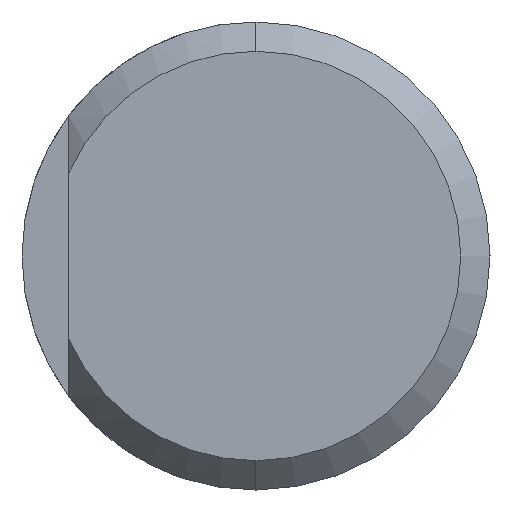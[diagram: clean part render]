
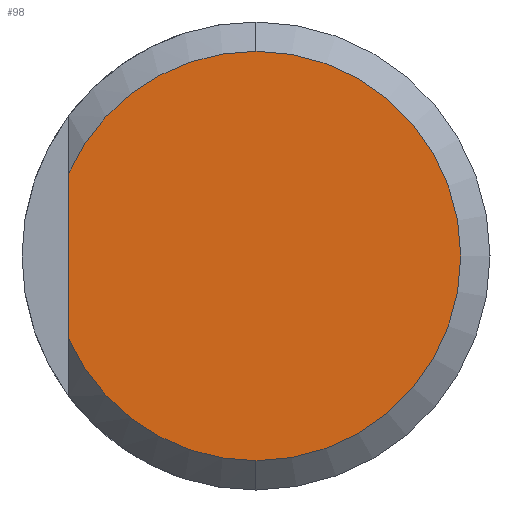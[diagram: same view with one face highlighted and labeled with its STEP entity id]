
A CAD part, left-side view. The second image highlights one B-rep face of the part: STEP entity #98.
In plain terms, the highlighted planar face has unit normal (-1, 0, 0).
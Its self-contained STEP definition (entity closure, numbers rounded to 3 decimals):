
#4 = EDGE_CURVE ( 'NONE', #222, #325, #206, .T. ) ;
#10 = AXIS2_PLACEMENT_3D ( 'NONE', #220, #27, #31 ) ;
#17 = AXIS2_PLACEMENT_3D ( 'NONE', #37, #107, #64 ) ;
#27 = DIRECTION ( 'NONE',  ( -1., 0., 0. ) ) ;
#28 = AXIS2_PLACEMENT_3D ( 'NONE', #152, #150, #149 ) ;
#31 = DIRECTION ( 'NONE',  ( 0., 0., 1. ) ) ;
#37 = CARTESIAN_POINT ( 'NONE',  ( -18., 0., 0. ) ) ;
#64 = DIRECTION ( 'NONE',  ( 0., 0., 1. ) ) ;
#88 = AXIS2_PLACEMENT_3D ( 'NONE', #118, #117, #213 ) ;
#98 = ADVANCED_FACE ( 'NONE', ( #271 ), #193, .T. ) ;
#101 = EDGE_CURVE ( 'NONE', #319, #253, #275, .T. ) ;
#107 = DIRECTION ( 'NONE',  ( -1., 0., 0. ) ) ;
#117 = DIRECTION ( 'NONE',  ( -1., 0., 0. ) ) ;
#118 = CARTESIAN_POINT ( 'NONE',  ( -18., 0., 0. ) ) ;
#121 = CARTESIAN_POINT ( 'NONE',  ( -18., 0., -3.5 ) ) ;
#130 = CARTESIAN_POINT ( 'NONE',  ( -18., 3.2, 1.418 ) ) ;
#131 = CARTESIAN_POINT ( 'NONE',  ( -18., 0., 3.5 ) ) ;
#149 = DIRECTION ( 'NONE',  ( 0., 0., 1. ) ) ;
#150 = DIRECTION ( 'NONE',  ( -1., 0., 0. ) ) ;
#152 = CARTESIAN_POINT ( 'NONE',  ( -18., 0., 0. ) ) ;
#154 = CARTESIAN_POINT ( 'NONE',  ( -18., 3.2, -1.418 ) ) ;
#162 = CARTESIAN_POINT ( 'NONE',  ( -18., 3.2, 0. ) ) ;
#193 = PLANE ( 'NONE',  #17 ) ;
#202 = CIRCLE ( 'NONE', #88, 3.5 ) ;
#206 = LINE ( 'NONE', #162, #259 ) ;
#208 = EDGE_CURVE ( 'NONE', #253, #325, #284, .T. ) ;
#210 = DIRECTION ( 'NONE',  ( 0., 0., 1. ) ) ;
#213 = DIRECTION ( 'NONE',  ( 0., 0., 1. ) ) ;
#220 = CARTESIAN_POINT ( 'NONE',  ( -18., 0., 0. ) ) ;
#222 = VERTEX_POINT ( 'NONE', #154 ) ;
#253 = VERTEX_POINT ( 'NONE', #131 ) ;
#259 = VECTOR ( 'NONE', #210, 1000. ) ;
#271 = FACE_OUTER_BOUND ( 'NONE', #328, .T. ) ;
#275 = CIRCLE ( 'NONE', #10, 3.5 ) ;
#284 = CIRCLE ( 'NONE', #28, 3.5 ) ;
#295 = ORIENTED_EDGE ( 'NONE', *, *, #4, .F. ) ;
#304 = EDGE_CURVE ( 'NONE', #222, #319, #202, .T. ) ;
#313 = ORIENTED_EDGE ( 'NONE', *, *, #304, .T. ) ;
#314 = ORIENTED_EDGE ( 'NONE', *, *, #101, .T. ) ;
#315 = ORIENTED_EDGE ( 'NONE', *, *, #208, .T. ) ;
#319 = VERTEX_POINT ( 'NONE', #121 ) ;
#325 = VERTEX_POINT ( 'NONE', #130 ) ;
#328 = EDGE_LOOP ( 'NONE', ( #295, #313, #314, #315 ) ) ;
